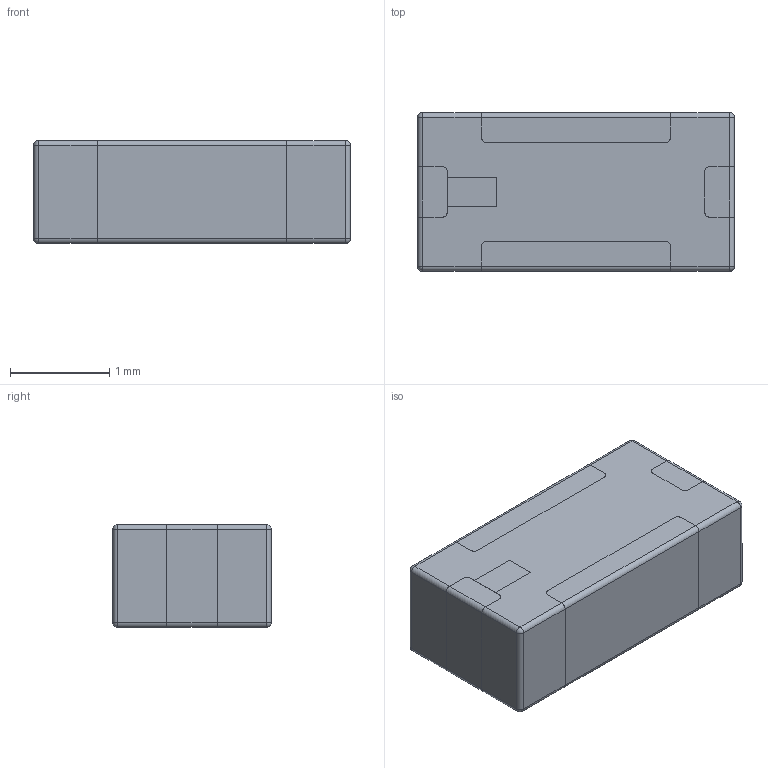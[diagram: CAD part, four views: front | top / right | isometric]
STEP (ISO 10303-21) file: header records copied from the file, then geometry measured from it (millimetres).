
FILE_DESCRIPTION(/* description */ (''),/* implementation_level */ '2;1');
FILE_NAME(/* name */ 'FIL_MINI-CIRCUITS_FV1206-4.stp',/* time_stamp */ '2015-04-20T16:40:14+02:00',/* author */ ('admchouv'),/* organization */ (''),/* preprocessor_version */ 'ST-DEVELOPER v15.5',/* originating_system */ 'AutoCAD Mechanical',/* authorisation */ '');
FILE_SCHEMA (('AUTOMOTIVE_DESIGN { 1 0 10303 214 3 1 1 }'));
Length unit declared in the file: millimetre
Products named in the file (1): Product
Bounding box: 3.2 x 1.6 x 1.04 mm (x, y, z)
Volume: 5.3 mm3; surface area: 34.8 mm2
Topology: 6 solids, 6 shells, 108 faces, 264 edges, 168 vertices
Faces by surface type: plane 56, cylinder 44, sphere 8
Entity records: 3198 total; most frequent: DIRECTION 570, CARTESIAN_POINT 541, ORIENTED_EDGE 528, EDGE_CURVE 264, AXIS2_PLACEMENT_3D 197, LINE 176, VECTOR 176, VERTEX_POINT 168
